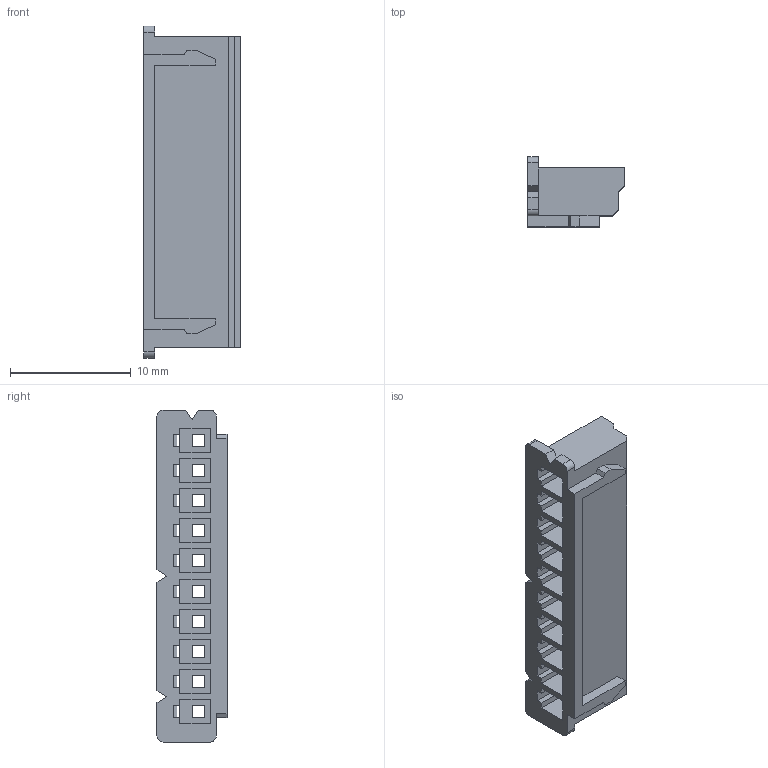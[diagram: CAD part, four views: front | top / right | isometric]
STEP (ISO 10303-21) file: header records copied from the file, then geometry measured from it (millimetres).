
FILE_DESCRIPTION((''),'2;1');
FILE_NAME('FHG25001-S10M2W1B-REF','2025-07-21T',('工程三'),(''),'PRO/ENGINEER BY PARAMETRIC TECHNOLOGY CORPORATION, 2010280','PRO/ENGINEER BY PARAMETRIC TECHNOLOGY CORPORATION, 2010280','');
FILE_SCHEMA(('CONFIG_CONTROL_DESIGN'));
Length unit declared in the file: millimetre
Products named in the file (1): FHG25001-S10M2W1B-REF
Bounding box: 8 x 5.8 x 27.5 mm (x, y, z)
Volume: 435.3 mm3; surface area: 1472.5 mm2
Topology: 1 solids, 1 shells, 230 faces, 684 edges, 436 vertices
Faces by surface type: plane 226, cylinder 4
Entity records: 7594 total; most frequent: ORIENTED_EDGE 1368, CARTESIAN_POINT 1350, DIRECTION 1152, EDGE_CURVE 684, VECTOR 676, LINE 676, VERTEX_POINT 436, EDGE_LOOP 250
